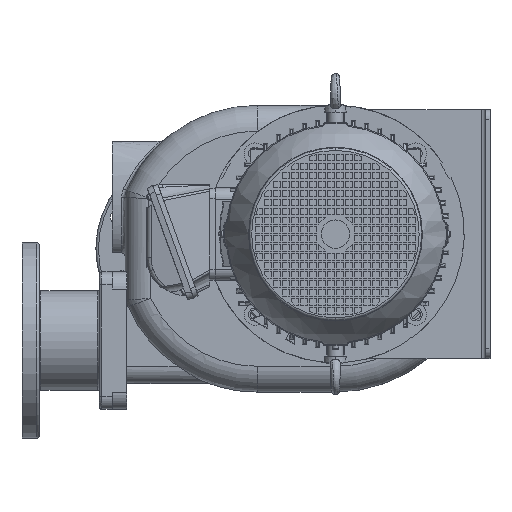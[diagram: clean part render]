
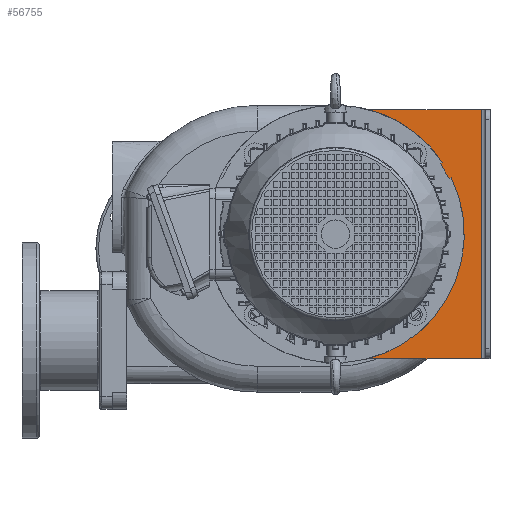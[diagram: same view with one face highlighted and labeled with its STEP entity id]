
A CAD part, left-side view. The second image highlights one B-rep face of the part: STEP entity #56755.
In plain terms, the highlighted planar face has unit normal (-1, 0, 0).
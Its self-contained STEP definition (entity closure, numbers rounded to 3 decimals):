
#269=DIRECTION('',(0.,0.866,-0.5));
#270=VECTOR('',#269,2.666);
#271=CARTESIAN_POINT('',(0.,-134.615,66.173));
#272=LINE('',#271,#270);
#273=DIRECTION('',(0.,0.5,0.866));
#274=VECTOR('',#273,20.);
#275=CARTESIAN_POINT('',(0.,-132.306,64.84));
#276=LINE('',#275,#274);
#277=DIRECTION('',(0.,-0.866,0.5));
#278=VECTOR('',#277,2.666);
#279=CARTESIAN_POINT('',(0.,-122.306,82.16));
#280=LINE('',#279,#278);
#281=CARTESIAN_POINT('',(0.,0.,0.));
#282=DIRECTION('',(-1.,0.,0.));
#283=DIRECTION('',(0.,-0.831,0.557));
#284=AXIS2_PLACEMENT_3D('',#281,#282,#283);
#286=DIRECTION('',(0.,1.,0.));
#287=VECTOR('',#286,129.073);
#288=CARTESIAN_POINT('',(0.,-170.,145.));
#289=LINE('',#288,#287);
#290=DIRECTION('',(0.,-1.,0.));
#291=VECTOR('',#290,129.073);
#292=CARTESIAN_POINT('',(0.,-40.927,-145.));
#293=LINE('',#292,#291);
#294=CARTESIAN_POINT('',(0.,0.,0.));
#295=DIRECTION('',(-1.,0.,0.));
#296=DIRECTION('',(0.,-0.241,-0.971));
#297=AXIS2_PLACEMENT_3D('',#294,#295,#296);
#307=CARTESIAN_POINT('',(0.,-40.927,165.));
#308=DIRECTION('',(1.,0.,0.));
#309=DIRECTION('',(0.,0.,-1.));
#310=AXIS2_PLACEMENT_3D('',#307,#308,#309);
#366=CARTESIAN_POINT('',(0.,-40.927,-165.));
#367=DIRECTION('',(1.,0.,0.));
#368=DIRECTION('',(0.,0.241,0.971));
#369=AXIS2_PLACEMENT_3D('',#366,#367,#368);
#535=DIRECTION('',(0.,0.,-1.));
#536=VECTOR('',#535,290.);
#537=CARTESIAN_POINT('',(0.,-170.,145.));
#538=LINE('',#537,#536);
#47821=CARTESIAN_POINT('',(0.,-40.927,-145.));
#47822=CARTESIAN_POINT('',(0.,-170.,-145.));
#47823=VERTEX_POINT('',#47821);
#47824=VERTEX_POINT('',#47822);
#47829=CARTESIAN_POINT('',(0.,-170.,145.));
#47830=CARTESIAN_POINT('',(0.,-40.927,145.));
#47831=VERTEX_POINT('',#47829);
#47832=VERTEX_POINT('',#47830);
#56056=CARTESIAN_POINT('',(0.,-134.615,66.173));
#56057=CARTESIAN_POINT('',(0.,-132.306,64.84));
#56058=VERTEX_POINT('',#56056);
#56059=VERTEX_POINT('',#56057);
#56062=CARTESIAN_POINT('',(0.,-122.306,82.16));
#56063=VERTEX_POINT('',#56062);
#56074=CARTESIAN_POINT('',(0.,-124.615,83.493));
#56075=VERTEX_POINT('',#56074);
#56078=CARTESIAN_POINT('',(0.,-36.112,-145.588));
#56079=VERTEX_POINT('',#56078);
#56080=CARTESIAN_POINT('',(0.,-36.112,
145.588));
#56081=VERTEX_POINT('',#56080);
#56731=CARTESIAN_POINT('',(0.,0.,0.));
#56732=DIRECTION('',(-1.,0.,0.));
#56733=DIRECTION('',(0.,0.,1.));
#56734=AXIS2_PLACEMENT_3D('',#56731,#56732,#56733);
#56735=PLANE('',#56734);
#56737=ORIENTED_EDGE('',*,*,#56736,.T.);
#56739=ORIENTED_EDGE('',*,*,#56738,.T.);
#56740=ORIENTED_EDGE('',*,*,#56722,.T.);
#56741=ORIENTED_EDGE('',*,*,#56520,.T.);
#56743=ORIENTED_EDGE('',*,*,#56742,.F.);
#56745=ORIENTED_EDGE('',*,*,#56744,.F.);
#56747=ORIENTED_EDGE('',*,*,#56746,.T.);
#56749=ORIENTED_EDGE('',*,*,#56748,.F.);
#56751=ORIENTED_EDGE('',*,*,#56750,.F.);
#56752=ORIENTED_EDGE('',*,*,#56512,.T.);
#56753=EDGE_LOOP('',(#56737,#56739,#56740,#56741,#56743,#56745,#56747,#56749,
#56751,#56752));
#56754=FACE_OUTER_BOUND('',#56753,.F.);
#56755=ADVANCED_FACE('',(#56754),#56735,.T.);
#285=CIRCLE('',#284,150.);
#298=CIRCLE('',#297,150.);
#311=CIRCLE('',#310,20.);
#370=CIRCLE('',#369,20.);
#56512=EDGE_CURVE('',#56079,#56058,#298,.T.);
#56520=EDGE_CURVE('',#56075,#56081,#285,.T.);
#56722=EDGE_CURVE('',#56063,#56075,#280,.T.);
#56736=EDGE_CURVE('',#56058,#56059,#272,.T.);
#56738=EDGE_CURVE('',#56059,#56063,#276,.T.);
#56742=EDGE_CURVE('',#47832,#56081,#311,.T.);
#56744=EDGE_CURVE('',#47831,#47832,#289,.T.);
#56746=EDGE_CURVE('',#47831,#47824,#538,.T.);
#56748=EDGE_CURVE('',#47823,#47824,#293,.T.);
#56750=EDGE_CURVE('',#56079,#47823,#370,.T.);
